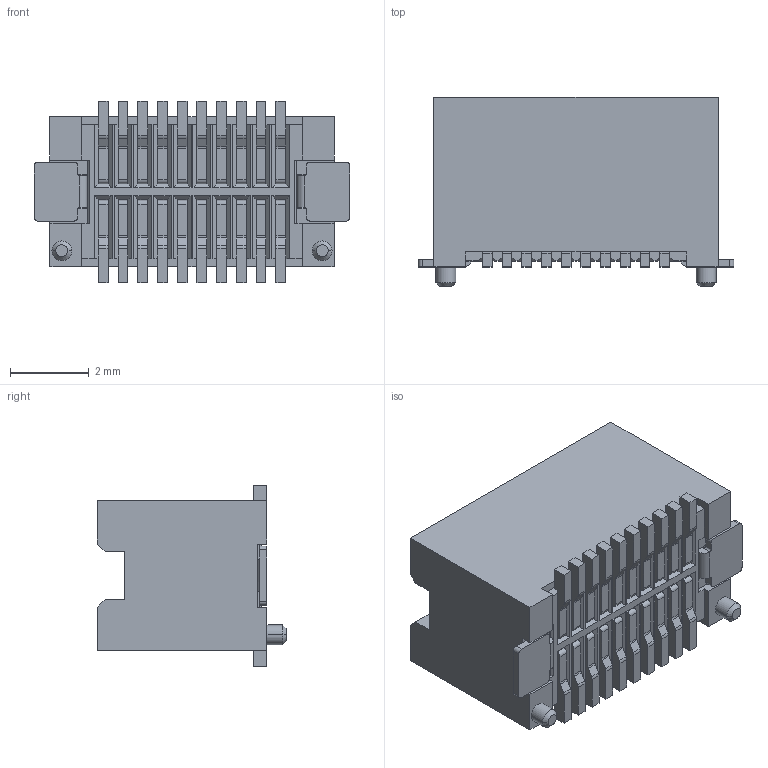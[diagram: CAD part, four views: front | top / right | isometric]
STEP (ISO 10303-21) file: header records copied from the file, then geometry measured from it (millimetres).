
FILE_DESCRIPTION((''),'2;1');
FILE_NAME('05PITCH-50H-20PIN_ASM','2015-10-26T',('HuangEr'),('FCI'),'PRO/ENGINEER BY PARAMETRIC TECHNOLOGY CORPORATION, 2013150','PRO/ENGINEER BY PARAMETRIC TECHNOLOGY CORPORATION, 2013150','');
FILE_SCHEMA(('AUTOMOTIVE_DESIGN { 1 0 10303 214 1 1 1 1 }'));
Length unit declared in the file: millimetre
Products named in the file (5): 05-50H-20PIN; TERMINAL; PAD1; PAD2; 05PITCH-50H-20PIN_ASM
Assembly tree (13 placements, depth 2):
  05PITCH-50H-20PIN_ASM
    05-50H-20PIN
    TERMINAL  x10
    PAD1
    PAD2
Bounding box: 8 x 4.8 x 4.6 mm (x, y, z)
Volume: 82.9 mm3; surface area: 514.5 mm2
Topology: 23 solids, 23 shells, 1256 faces, 3740 edges, 2468 vertices
Faces by surface type: plane 904, cylinder 348, cone 4
Entity records: 22562 total; most frequent: CARTESIAN_POINT 3848, ORIENTED_EDGE 3808, DIRECTION 3268, EDGE_CURVE 1904, VECTOR 1784, LINE 1784, VERTEX_POINT 1244, AXIS2_PLACEMENT_3D 742
